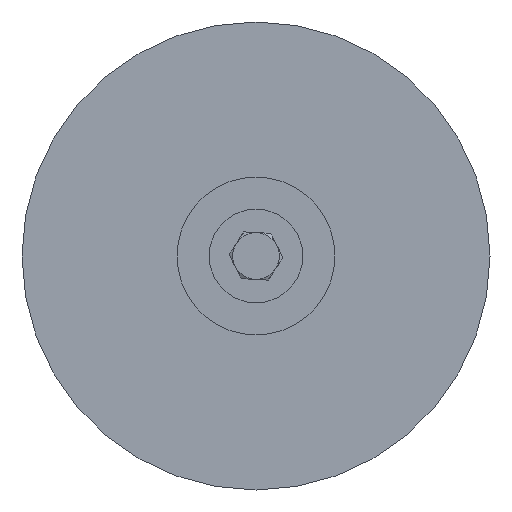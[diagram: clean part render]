
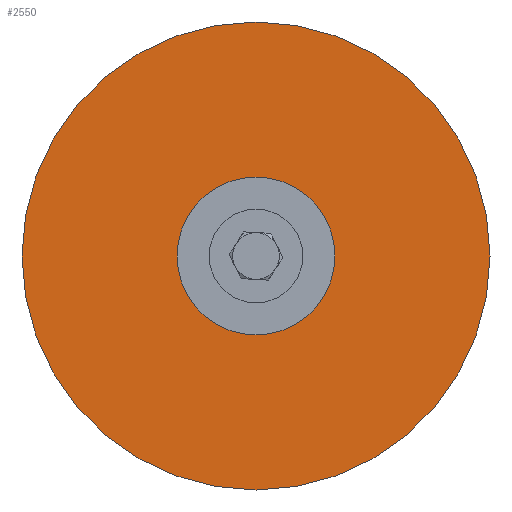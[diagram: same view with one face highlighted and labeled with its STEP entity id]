
A CAD part, front view. The second image highlights one B-rep face of the part: STEP entity #2550.
In plain terms, the highlighted planar face has unit normal (0, -1, 0).
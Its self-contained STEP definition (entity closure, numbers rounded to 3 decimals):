
#23 = DIRECTION ( 'NONE',  ( 0., -1., 0. ) ) ;
#46 = ORIENTED_EDGE ( 'NONE', *, *, #2237, .T. ) ;
#63 = VERTEX_POINT ( 'NONE', #2617 ) ;
#110 = DIRECTION ( 'NONE',  ( 0., -1., 0. ) ) ;
#290 = CIRCLE ( 'NONE', #707, 13.5 ) ;
#333 = AXIS2_PLACEMENT_3D ( 'NONE', #358, #110, #1342 ) ;
#358 = CARTESIAN_POINT ( 'NONE',  ( 40., 0., 0. ) ) ;
#363 = EDGE_LOOP ( 'NONE', ( #46, #1260 ) ) ;
#395 = CARTESIAN_POINT ( 'NONE',  ( 0., 0., 0. ) ) ;
#473 = EDGE_CURVE ( 'NONE', #922, #3038, #290, .T. ) ;
#475 = EDGE_CURVE ( 'NONE', #3038, #922, #2516, .T. ) ;
#530 = CARTESIAN_POINT ( 'NONE',  ( 0., 0., -40. ) ) ;
#623 = FACE_OUTER_BOUND ( 'NONE', #363, .T. ) ;
#707 = AXIS2_PLACEMENT_3D ( 'NONE', #885, #1895, #915 ) ;
#843 = EDGE_CURVE ( 'NONE', #63, #1892, #3123, .T. ) ;
#853 = CIRCLE ( 'NONE', #2452, 40. ) ;
#869 = CARTESIAN_POINT ( 'NONE',  ( 0., 0., -13.5 ) ) ;
#885 = CARTESIAN_POINT ( 'NONE',  ( 0., 0., 0. ) ) ;
#915 = DIRECTION ( 'NONE',  ( 0., 0., -1. ) ) ;
#922 = VERTEX_POINT ( 'NONE', #1845 ) ;
#1126 = CARTESIAN_POINT ( 'NONE',  ( 0., 0., 0. ) ) ;
#1260 = ORIENTED_EDGE ( 'NONE', *, *, #843, .T. ) ;
#1298 = CARTESIAN_POINT ( 'NONE',  ( 0., 0., 0. ) ) ;
#1342 = DIRECTION ( 'NONE',  ( 0., 0., -1. ) ) ;
#1542 = AXIS2_PLACEMENT_3D ( 'NONE', #395, #1606, #2879 ) ;
#1606 = DIRECTION ( 'NONE',  ( 0., -1., 0. ) ) ;
#1751 = AXIS2_PLACEMENT_3D ( 'NONE', #1298, #23, #3040 ) ;
#1845 = CARTESIAN_POINT ( 'NONE',  ( 0., 0., 13.5 ) ) ;
#1892 = VERTEX_POINT ( 'NONE', #530 ) ;
#1895 = DIRECTION ( 'NONE',  ( 0., -1., 0. ) ) ;
#1992 = ORIENTED_EDGE ( 'NONE', *, *, #475, .F. ) ;
#2057 = EDGE_LOOP ( 'NONE', ( #1992, #2085 ) ) ;
#2085 = ORIENTED_EDGE ( 'NONE', *, *, #473, .F. ) ;
#2126 = DIRECTION ( 'NONE',  ( 0., -1., 0. ) ) ;
#2237 = EDGE_CURVE ( 'NONE', #1892, #63, #853, .T. ) ;
#2336 = FACE_BOUND ( 'NONE', #2057, .T. ) ;
#2452 = AXIS2_PLACEMENT_3D ( 'NONE', #1126, #2126, #3095 ) ;
#2516 = CIRCLE ( 'NONE', #1542, 13.5 ) ;
#2550 = ADVANCED_FACE ( 'NONE', ( #2336, #623 ), #2588, .T. ) ;
#2588 = PLANE ( 'NONE',  #333 ) ;
#2617 = CARTESIAN_POINT ( 'NONE',  ( 0., 0., 40. ) ) ;
#2879 = DIRECTION ( 'NONE',  ( 0., 0., -1. ) ) ;
#3038 = VERTEX_POINT ( 'NONE', #869 ) ;
#3040 = DIRECTION ( 'NONE',  ( 0., 0., -1. ) ) ;
#3095 = DIRECTION ( 'NONE',  ( 0., 0., -1. ) ) ;
#3123 = CIRCLE ( 'NONE', #1751, 40. ) ;
